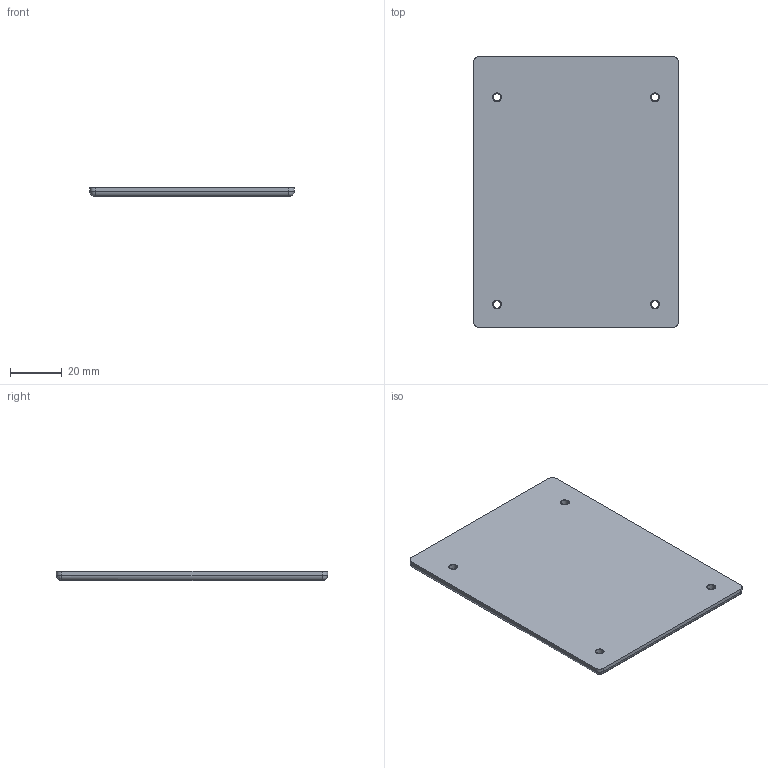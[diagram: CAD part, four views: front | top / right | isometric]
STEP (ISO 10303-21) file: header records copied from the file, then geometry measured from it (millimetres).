
FILE_DESCRIPTION(('HOOPS Exchange Step'),'2;1');
FILE_NAME('temp_export','2026-02-05T22:26:20+18:00',('alvin'),('Shapr3D Limited'),'HOOPS Exchange 2025.9','Shapr3D','Authorized');
FILE_SCHEMA( ('AP242_MANAGED_MODEL_BASED_3D_ENGINEERING_MIM_LF {1 0 10303 442 1 1 4}') );
Length unit declared in the file: millimetre
Products named in the file (2): Bottom + Screw holes; root
Assembly tree (1 placements, depth 2):
  root
    Bottom + Screw holes
Bounding box: 79.1 x 105 x 3.5 mm (x, y, z)
Volume: 28642.7 mm3; surface area: 17933.8 mm2
Topology: 5 solids, 5 shells, 38 faces, 76 edges, 46 vertices
Faces by surface type: cylinder 20, plane 14, sphere 2, offset 2
Full cylindrical faces by diameter (mm): 2.9 x4, 3.4 x8
Entity records: 1495 total; most frequent: CARTESIAN_POINT 601, DIRECTION 190, ORIENTED_EDGE 148, AXIS2_PLACEMENT_3D 79, EDGE_CURVE 74, EDGE_LOOP 54, FACE_BOUND 54, VERTEX_POINT 46
